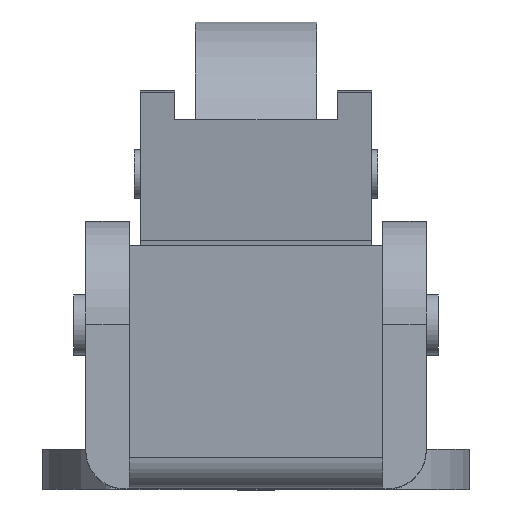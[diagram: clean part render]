
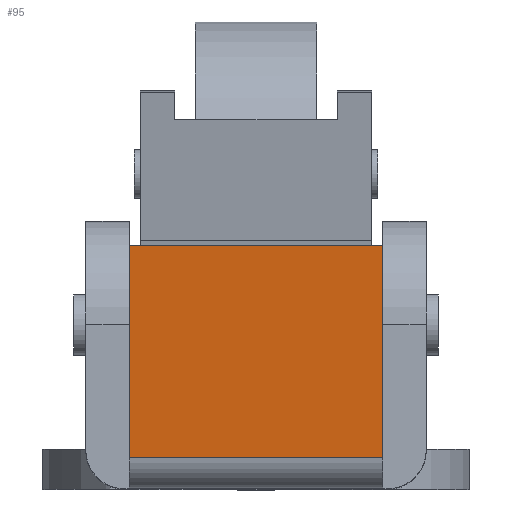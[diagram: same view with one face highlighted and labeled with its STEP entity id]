
A CAD part, top view. The second image highlights one B-rep face of the part: STEP entity #95.
In plain terms, the highlighted planar face has unit normal (0, -0.089, 0.996).
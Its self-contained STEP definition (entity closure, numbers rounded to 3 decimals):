
#95 = ADVANCED_FACE( '', ( #183 ), #184, .F. );
#183 = FACE_OUTER_BOUND( '', #332, .T. );
#184 = PLANE( '', #333 );
#332 = EDGE_LOOP( '', ( #591, #592, #593, #594 ) );
#333 = AXIS2_PLACEMENT_3D( '', #595, #596, #597 );
#591 = ORIENTED_EDGE( '', *, *, #954, .T. );
#592 = ORIENTED_EDGE( '', *, *, #959, .F. );
#593 = ORIENTED_EDGE( '', *, *, #940, .F. );
#594 = ORIENTED_EDGE( '', *, *, #960, .T. );
#595 = CARTESIAN_POINT( '', ( 5.2, 10., 21.6 ) );
#596 = DIRECTION( '', ( 0., 0.089, -0.996 ) );
#597 = DIRECTION( '', ( 0., 0.996, 0.089 ) );
#940 = EDGE_CURVE( '', #1111, #1113, #1114, .T. );
#954 = EDGE_CURVE( '', #1127, #1139, #1141, .T. );
#959 = EDGE_CURVE( '', #1113, #1139, #1146, .T. );
#960 = EDGE_CURVE( '', #1111, #1127, #1147, .T. );
#1111 = VERTEX_POINT( '', #1375 );
#1113 = VERTEX_POINT( '', #1378 );
#1114 = LINE( '', #1379, #1380 );
#1127 = VERTEX_POINT( '', #1397 );
#1139 = VERTEX_POINT( '', #1414 );
#1141 = LINE( '', #1416, #1417 );
#1146 = LINE( '', #1426, #1427 );
#1147 = LINE( '', #1428, #1429 );
#1375 = CARTESIAN_POINT( '', ( 5.2, 10., 21.6 ) );
#1378 = CARTESIAN_POINT( '', ( 5.2, 1.275, 20.816 ) );
#1379 = CARTESIAN_POINT( '', ( 5.2, 10., 21.6 ) );
#1380 = VECTOR( '', #1672, 1000. );
#1397 = CARTESIAN_POINT( '', ( -5.2, 10., 21.6 ) );
#1414 = CARTESIAN_POINT( '', ( -5.2, 1.275, 20.816 ) );
#1416 = CARTESIAN_POINT( '', ( -5.2, 10., 21.6 ) );
#1417 = VECTOR( '', #1694, 1000. );
#1426 = CARTESIAN_POINT( '', ( 5.2, 1.275, 20.816 ) );
#1427 = VECTOR( '', #1699, 1000. );
#1428 = CARTESIAN_POINT( '', ( 5.2, 10., 21.6 ) );
#1429 = VECTOR( '', #1700, 1000. );
#1672 = DIRECTION( '', ( 0., -0.996, -0.089 ) );
#1694 = DIRECTION( '', ( 0., -0.996, -0.089 ) );
#1699 = DIRECTION( '', ( -1., 0., 0. ) );
#1700 = DIRECTION( '', ( -1., 0., 0. ) );
